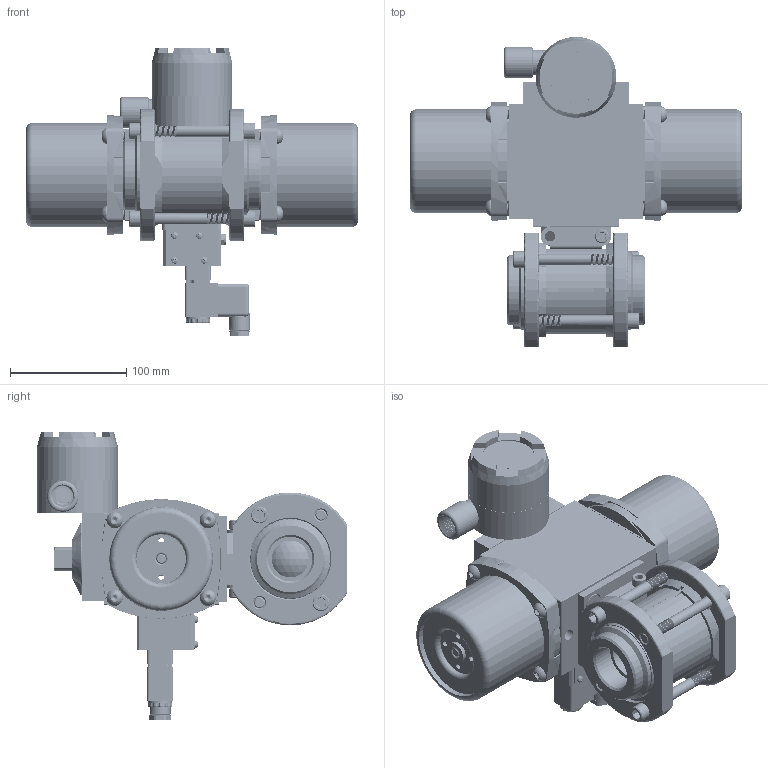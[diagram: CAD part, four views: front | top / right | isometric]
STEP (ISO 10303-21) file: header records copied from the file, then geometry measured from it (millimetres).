
FILE_DESCRIPTION (( 'STEP AP203' ), '1' );
FILE_NAME ('22XXTSWSA522SR3GPDSLS.step', '2018-06-12T12:10:38', ( '' ), ( '' ), 'SwSTEP 2.0', 'SolidWorks 2017', '' );
FILE_SCHEMA (( 'CONFIG_CONTROL_DESIGN' ));
Length unit declared in the file: inch
Products named in the file (1): 22XXTSWSA522SR3GPDSLS
Bounding box: 285.09 x 266.2 x 247.52 mm (x, y, z)
Volume: 1776218.2 mm3; surface area: 662847.9 mm2
Topology: 78 solids, 78 shells, 6447 faces, 16574 edges, 10380 vertices
Faces by surface type: cylinder 2776, cone 2107, plane 1178, torus 256, bspline 100, sphere 30
Entity records: 234151 total; most frequent: CARTESIAN_POINT 76454, DIRECTION 35028, ORIENTED_EDGE 32860, EDGE_CURVE 16430, AXIS2_PLACEMENT_3D 14174, VERTEX_POINT 10378, CIRCLE 7826, EDGE_LOOP 6980
